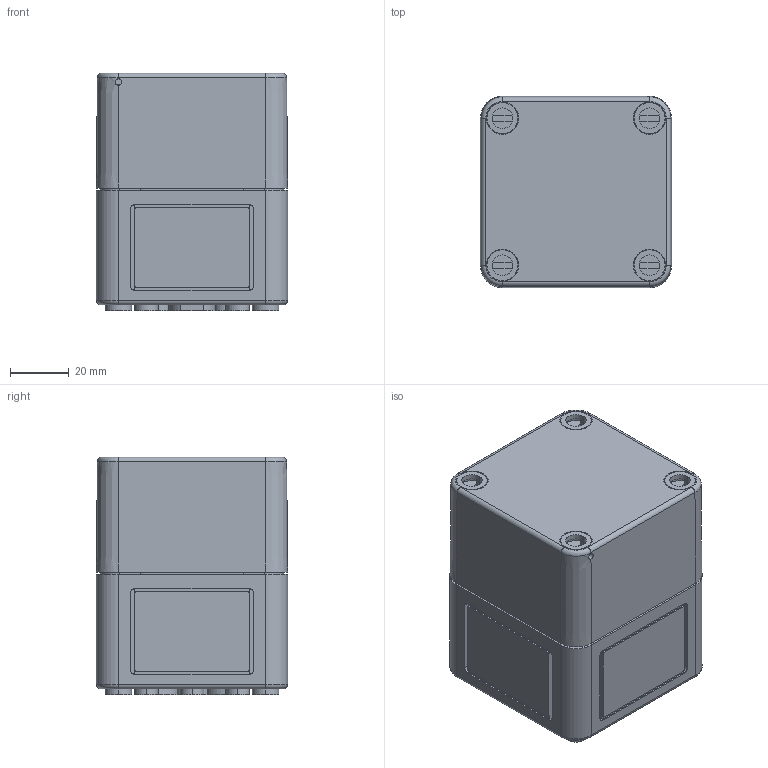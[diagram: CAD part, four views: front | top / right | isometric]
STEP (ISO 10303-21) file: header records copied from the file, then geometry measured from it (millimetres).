
FILE_DESCRIPTION (( 'STEP AP203' ), '1' );
FILE_NAME ('60070721.step', '2014-12-03T14:59:10', ( 'Windows-Benutzer' ), ( '' ), 'SwSTEP 2.0', 'SolidWorks 2014', '' );
FILE_SCHEMA (( 'CONFIG_CONTROL_DESIGN' ));
Length unit declared in the file: millimetre
Products named in the file (4): Kasten_TK77-o60070721; Deckel_TK77-860070721; Schraube_TK58mm-grau60070721; 60070721
Assembly tree (6 placements, depth 2):
  60070721
    Kasten_TK77-o60070721
    Deckel_TK77-860070721
    Schraube_TK58mm-grau60070721  x4
Bounding box: 65 x 65 x 80.7 mm (x, y, z)
Volume: 108090.7 mm3; surface area: 78180.1 mm2
Topology: 6 solids, 6 shells, 808 faces, 2037 edges, 1330 vertices
Faces by surface type: plane 497, cylinder 231, cone 64, torus 16
Entity records: 17775 total; most frequent: DIRECTION 3107, CARTESIAN_POINT 3095, ORIENTED_EDGE 2874, EDGE_CURVE 1437, AXIS2_PLACEMENT_3D 1118, VERTEX_POINT 934, VECTOR 871, LINE 871
